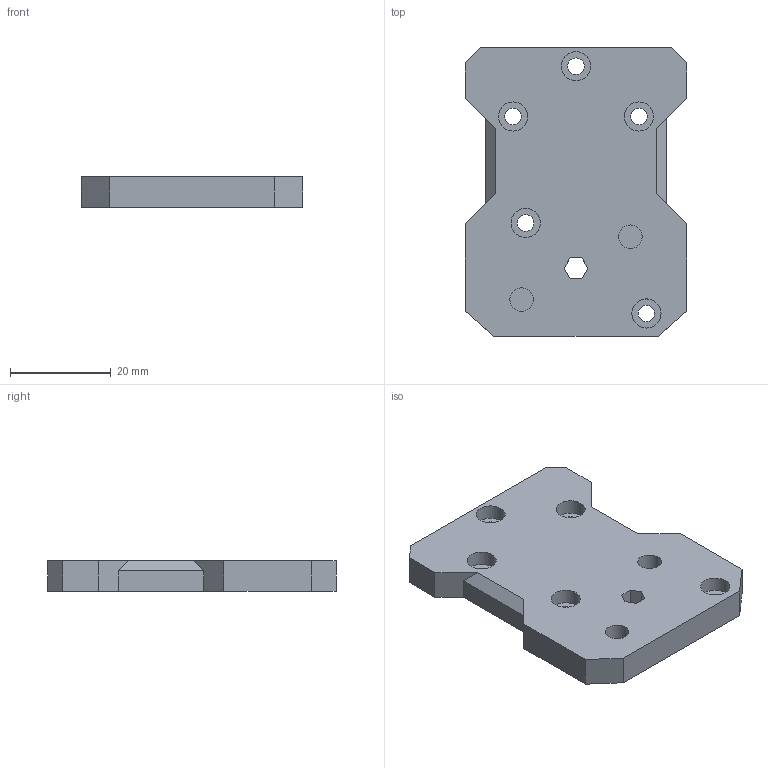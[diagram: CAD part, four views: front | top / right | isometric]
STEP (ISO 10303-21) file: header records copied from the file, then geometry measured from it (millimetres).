
FILE_DESCRIPTION(/* description */ ('STEP AP242','CAx-IF Rec.Pracs.---Representation and Presentation of Product Manufacturing Information (PMI)---4.0---2014-10-13','CAx-IF Rec.Pracs.---3D Tessellated Geometry---0.4---2014-09-14','2;1'),/* implementation_level */ '2;1');
FILE_NAME(/* name */ '650df318e5c9532fe5388da0',/* time_stamp */ '2023-09-22T20:03:37Z',/* author */ (''),/* organization */ (''),/* preprocessor_version */ 'ST-DEVELOPER v19.4',/* originating_system */ ' ',/* authorisation */ ' ');
FILE_SCHEMA (('AP242_MANAGED_MODEL_BASED_3D_ENGINEERING_MIM_LF { 1 0 10303 442 1 1 4 }'));
Length unit declared in the file: metre
Products named in the file (1): drive_orbiter_2.0
Bounding box: 44 x 57.3 x 6 mm (x, y, z)
Volume: 12883.9 mm3; surface area: 6457.3 mm2
Topology: 1 solids, 1 shells, 65 faces, 156 edges, 102 vertices
Faces by surface type: plane 53, cylinder 12
Full cylindrical faces by diameter (mm): 3.3 x5, 4.7 x2, 5.8 x5
Entity records: 1852 total; most frequent: CARTESIAN_POINT 312, DIRECTION 300, ORIENTED_EDGE 288, EDGE_CURVE 144, LINE 120, VECTOR 120, VERTEX_POINT 102, EDGE_LOOP 98
